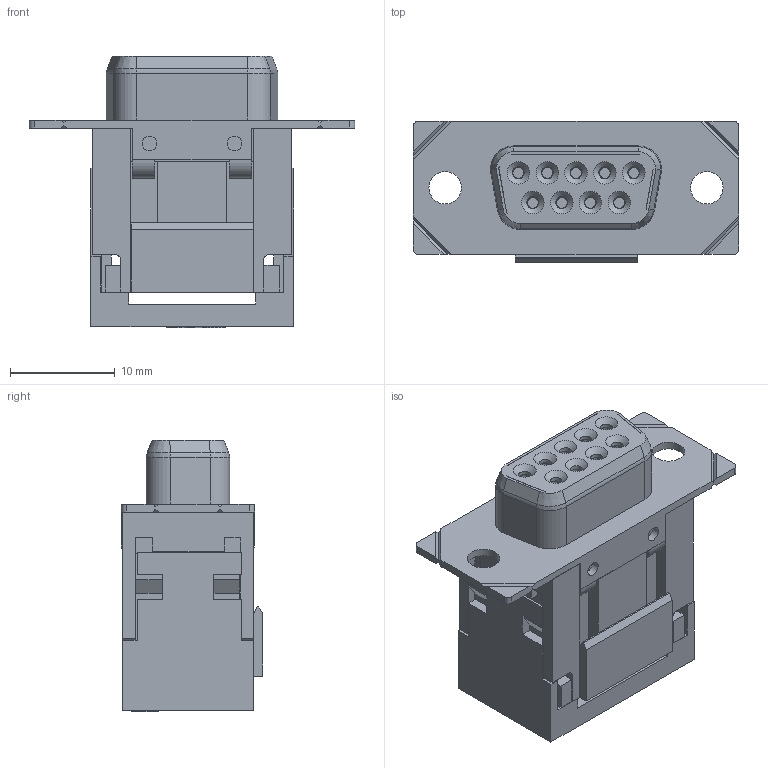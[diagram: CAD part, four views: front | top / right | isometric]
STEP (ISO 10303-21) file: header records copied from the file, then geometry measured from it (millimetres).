
FILE_DESCRIPTION(/* description */ (''),/* implementation_level */ '2;1');
FILE_NAME(/* name */ 'CWR-283-09 3D Model.stp',/* time_stamp */ '2023-12-04T15:22:11-05:00',/* author */ ('dwiltbank'),/* organization */ (''),/* preprocessor_version */ 'ST-DEVELOPER v19.2',/* originating_system */ 'Autodesk Inventor 2024',/* authorisation */ '');
FILE_SCHEMA (('AUTOMOTIVE_DESIGN { 1 0 10303 214 3 1 1 }'));
Length unit declared in the file: inch
Products named in the file (1): CWR-283-09-0000_Simplify_1
Bounding box: 31.09 x 13.5 x 25.94 mm (x, y, z)
Volume: 4832.2 mm3; surface area: 5449.5 mm2
Topology: 1 solids, 1 shells, 885 faces, 2730 edges, 1790 vertices
Faces by surface type: plane 690, cylinder 152, cone 31, bspline 12
Full cylindrical faces by diameter (mm): 1.143 x9, 1.397 x4, 1.753 x9, 3.099 x2
Entity records: 31946 total; most frequent: CARTESIAN_POINT 6384, ORIENTED_EDGE 5460, DIRECTION 4745, EDGE_CURVE 2730, LINE 2207, VECTOR 2207, VERTEX_POINT 1790, AXIS2_PLACEMENT_3D 1269
